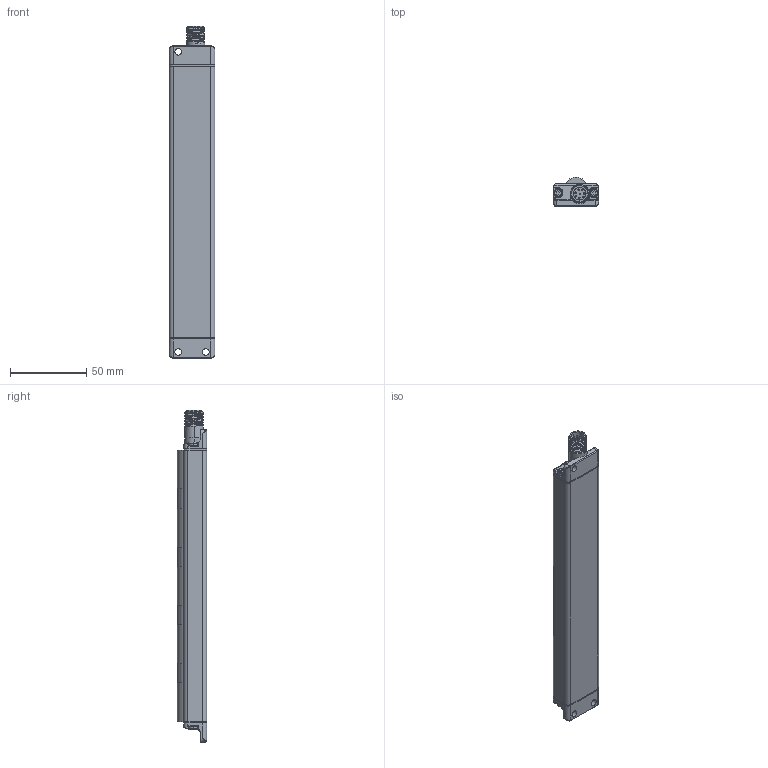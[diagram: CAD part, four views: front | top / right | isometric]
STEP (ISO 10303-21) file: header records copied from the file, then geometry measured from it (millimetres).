
FILE_DESCRIPTION((''),'2;1');
FILE_NAME('147729_ASM','2016-12-22T',('PDMAdmin'),('BANNER ENGINEERING'),'CREO PARAMETRIC BY PTC INC, 2016260','CREO PARAMETRIC BY PTC INC, 2016260','');
FILE_SCHEMA(('CONFIG_CONTROL_DESIGN'));
Length unit declared in the file: inch
Products named in the file (15): 147524_AF0; 69361_AF0; 69361_AF1; 147560; 50526; 50528; 50533; 147815_ASM; 147111; 67471; 147275; 126713; 147819_ASM; 36755; 147729_ASM
Assembly tree (19 placements, depth 3):
  147729_ASM
    147524_AF0
    69361_AF0
    69361_AF1
    147560
    147815_ASM
      50526
      50528
      50533
    147819_ASM
      147111
      50528
      50533
      67471
      147275
      126713
    36755  x4
Bounding box: 29.97 x 19.11 x 217.2 mm (x, y, z)
Volume: 46023.8 mm3; surface area: 53227.4 mm2
Topology: 17 solids, 22 shells, 769 faces, 1908 edges, 1215 vertices
Faces by surface type: plane 328, cylinder 311, bspline 62, torus 39, cone 21, sphere 8
Entity records: 28487 total; most frequent: CARTESIAN_POINT 12114, DIRECTION 3379, ORIENTED_EDGE 3340, EDGE_CURVE 1680, AXIS2_PLACEMENT_3D 1250, VERTEX_POINT 1067, VECTOR 879, LINE 879
